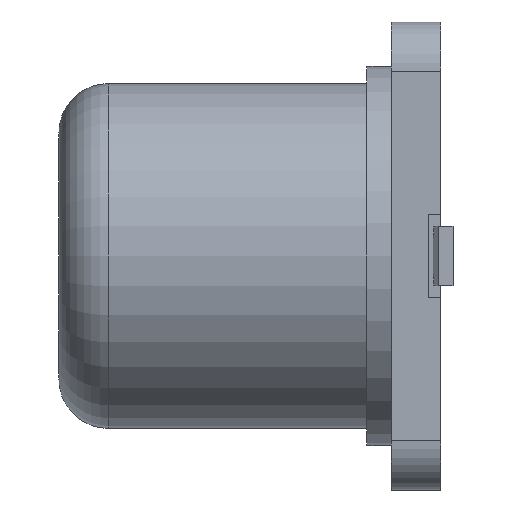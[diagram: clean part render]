
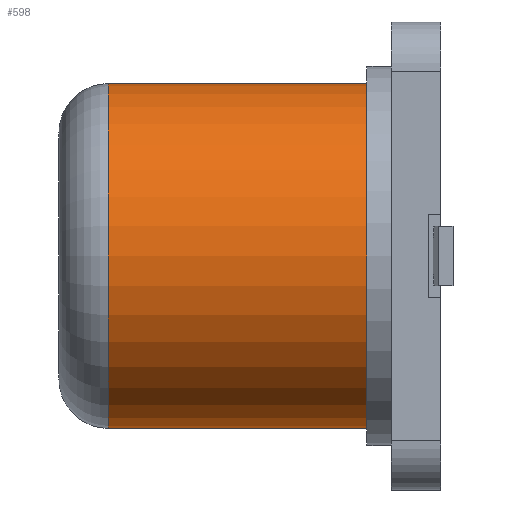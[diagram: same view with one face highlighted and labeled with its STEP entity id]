
A CAD part, left-side view. The second image highlights one B-rep face of the part: STEP entity #598.
In plain terms, the highlighted cylindrical face has radius 1.778 mm (diameter 3.556 mm), a partial arc.
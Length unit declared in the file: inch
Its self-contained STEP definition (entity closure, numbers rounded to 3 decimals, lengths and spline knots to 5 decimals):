
#11 = DIRECTION ( 'NONE',  ( 0., 0., -1. ) ) ;
#144 = VERTEX_POINT ( 'NONE', #214 ) ;
#214 = CARTESIAN_POINT ( 'NONE',  ( -0.133, 0.03, -0.07 ) ) ;
#252 = CIRCLE ( 'NONE', #785, 0.07 ) ;
#317 = VERTEX_POINT ( 'NONE', #1472 ) ;
#366 = CARTESIAN_POINT ( 'NONE',  ( -0.133, 0.74446, -0.07 ) ) ;
#439 = EDGE_CURVE ( 'NONE', #317, #717, #548, .T. ) ;
#490 = VECTOR ( 'NONE', #1051, 39.37008 ) ;
#494 = DIRECTION ( 'NONE',  ( 0., -1., 0. ) ) ;
#500 = CARTESIAN_POINT ( 'NONE',  ( -0.133, 0.03, 0. ) ) ;
#548 = LINE ( 'NONE', #1514, #490 ) ;
#570 = LINE ( 'NONE', #366, #1477 ) ;
#598 = ADVANCED_FACE ( 'NONE', ( #819 ), #976, .T. ) ;
#646 = ORIENTED_EDGE ( 'NONE', *, *, #653, .T. ) ;
#653 = EDGE_CURVE ( 'NONE', #144, #717, #782, .T. ) ;
#708 = CARTESIAN_POINT ( 'NONE',  ( -0.133, 0.135, 0. ) ) ;
#717 = VERTEX_POINT ( 'NONE', #1128 ) ;
#747 = CARTESIAN_POINT ( 'NONE',  ( -0.133, 0.74446, 0. ) ) ;
#767 = DIRECTION ( 'NONE',  ( 0., 1., 0. ) ) ;
#779 = ORIENTED_EDGE ( 'NONE', *, *, #1228, .T. ) ;
#782 = CIRCLE ( 'NONE', #827, 0.07 ) ;
#785 = AXIS2_PLACEMENT_3D ( 'NONE', #708, #1459, #951 ) ;
#819 = FACE_OUTER_BOUND ( 'NONE', #1317, .T. ) ;
#827 = AXIS2_PLACEMENT_3D ( 'NONE', #500, #767, #1364 ) ;
#882 = DIRECTION ( 'NONE',  ( 0., -1., 0. ) ) ;
#884 = AXIS2_PLACEMENT_3D ( 'NONE', #747, #882, #11 ) ;
#951 = DIRECTION ( 'NONE',  ( 0., 0., 1. ) ) ;
#976 = CYLINDRICAL_SURFACE ( 'NONE', #884, 0.07 ) ;
#978 = ORIENTED_EDGE ( 'NONE', *, *, #439, .F. ) ;
#983 = ORIENTED_EDGE ( 'NONE', *, *, #1370, .T. ) ;
#1021 = VERTEX_POINT ( 'NONE', #1404 ) ;
#1051 = DIRECTION ( 'NONE',  ( 0., -1., 0. ) ) ;
#1128 = CARTESIAN_POINT ( 'NONE',  ( -0.133, 0.03, 0.07 ) ) ;
#1228 = EDGE_CURVE ( 'NONE', #317, #1021, #252, .T. ) ;
#1317 = EDGE_LOOP ( 'NONE', ( #978, #779, #983, #646 ) ) ;
#1364 = DIRECTION ( 'NONE',  ( 0., 0., 1. ) ) ;
#1370 = EDGE_CURVE ( 'NONE', #1021, #144, #570, .T. ) ;
#1404 = CARTESIAN_POINT ( 'NONE',  ( -0.133, 0.135, -0.07 ) ) ;
#1459 = DIRECTION ( 'NONE',  ( 0., -1., 0. ) ) ;
#1472 = CARTESIAN_POINT ( 'NONE',  ( -0.133, 0.135, 0.07 ) ) ;
#1477 = VECTOR ( 'NONE', #494, 39.37008 ) ;
#1514 = CARTESIAN_POINT ( 'NONE',  ( -0.133, 0.74446, 0.07 ) ) ;
